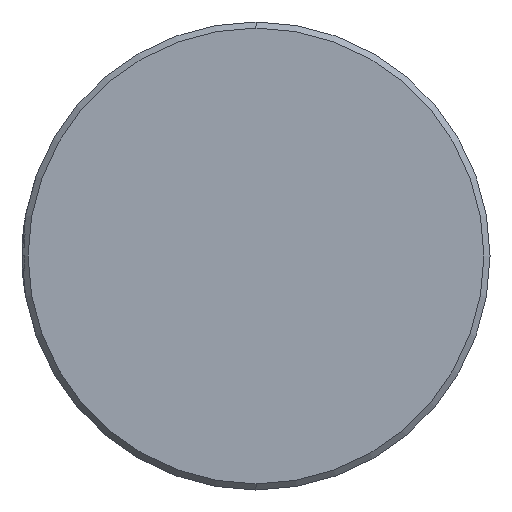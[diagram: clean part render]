
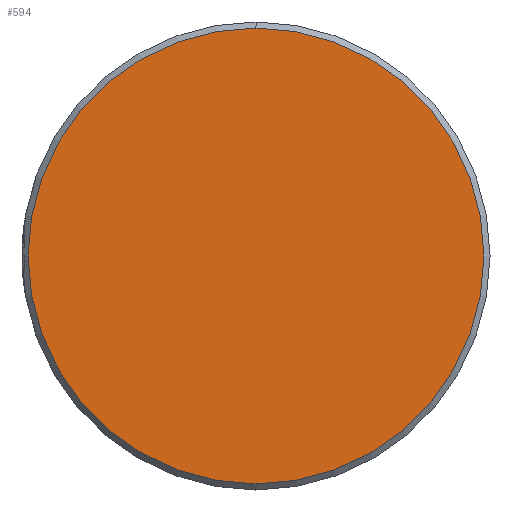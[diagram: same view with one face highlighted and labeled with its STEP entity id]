
A CAD part, left-side view. The second image highlights one B-rep face of the part: STEP entity #594.
In plain terms, the highlighted planar face has unit normal (-1, 0, 0).
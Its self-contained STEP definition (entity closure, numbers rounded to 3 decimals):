
#40 = EDGE_CURVE ( 'NONE', #596, #178, #970, .T. ) ;
#52 = CIRCLE ( 'NONE', #1264, 11.2 ) ;
#178 = VERTEX_POINT ( 'NONE', #1064 ) ;
#198 = DIRECTION ( 'NONE',  ( 0., 0., 1. ) ) ;
#283 = EDGE_LOOP ( 'NONE', ( #1126, #885 ) ) ;
#298 = CARTESIAN_POINT ( 'NONE',  ( -5., 0., 0. ) ) ;
#303 = DIRECTION ( 'NONE',  ( -1., 0., 0. ) ) ;
#366 = EDGE_CURVE ( 'NONE', #178, #596, #52, .T. ) ;
#590 = FACE_OUTER_BOUND ( 'NONE', #283, .T. ) ;
#592 = CARTESIAN_POINT ( 'NONE',  ( -5., 0., -11.2 ) ) ;
#594 = ADVANCED_FACE ( 'NONE', ( #590 ), #698, .T. ) ;
#596 = VERTEX_POINT ( 'NONE', #592 ) ;
#698 = PLANE ( 'NONE',  #1304 ) ;
#803 = DIRECTION ( 'NONE',  ( -1., 0., 0. ) ) ;
#885 = ORIENTED_EDGE ( 'NONE', *, *, #366, .T. ) ;
#902 = CARTESIAN_POINT ( 'NONE',  ( -5., 0., 0. ) ) ;
#970 = CIRCLE ( 'NONE', #1032, 11.2 ) ;
#1004 = DIRECTION ( 'NONE',  ( 0., 0., 1. ) ) ;
#1032 = AXIS2_PLACEMENT_3D ( 'NONE', #1200, #1184, #1182 ) ;
#1064 = CARTESIAN_POINT ( 'NONE',  ( -5., 0., 11.2 ) ) ;
#1126 = ORIENTED_EDGE ( 'NONE', *, *, #40, .T. ) ;
#1182 = DIRECTION ( 'NONE',  ( 0., 0., 1. ) ) ;
#1184 = DIRECTION ( 'NONE',  ( -1., 0., 0. ) ) ;
#1200 = CARTESIAN_POINT ( 'NONE',  ( -5., 0., 0. ) ) ;
#1264 = AXIS2_PLACEMENT_3D ( 'NONE', #902, #303, #1004 ) ;
#1304 = AXIS2_PLACEMENT_3D ( 'NONE', #298, #803, #198 ) ;
